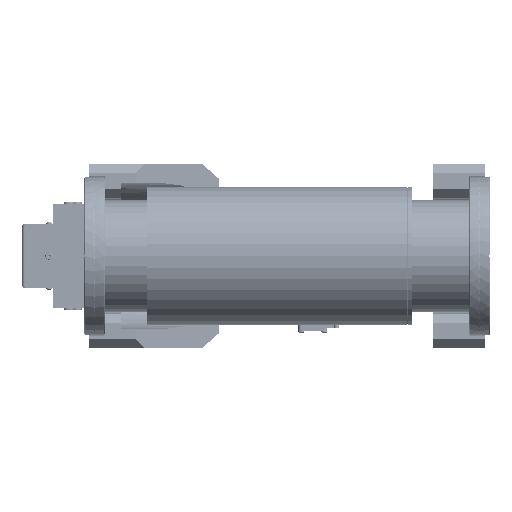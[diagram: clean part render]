
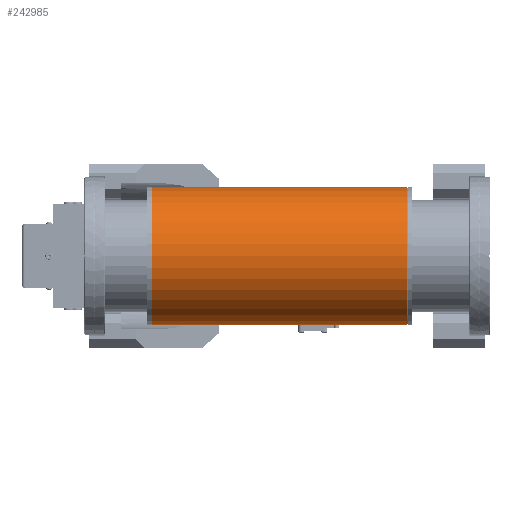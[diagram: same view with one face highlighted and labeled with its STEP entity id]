
A CAD part, left-side view. The second image highlights one B-rep face of the part: STEP entity #242985.
In plain terms, the highlighted cylindrical face has radius 66 mm (diameter 132 mm), a partial arc.
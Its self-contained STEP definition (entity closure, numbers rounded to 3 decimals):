
#5213 = CARTESIAN_POINT ( 'NONE',  ( 0., 75.1, 0. ) ) ;
#6725 = VERTEX_POINT ( 'NONE', #98310 ) ;
#9998 = CARTESIAN_POINT ( 'NONE',  ( 0., 75.1, 66. ) ) ;
#15910 = CARTESIAN_POINT ( 'NONE',  ( 0., 75.1, 66. ) ) ;
#27902 = DIRECTION ( 'NONE',  ( 0., 0., 1. ) ) ;
#31168 = VERTEX_POINT ( 'NONE', #9998 ) ;
#41361 = EDGE_LOOP ( 'NONE', ( #131058, #187897, #44953, #206080 ) ) ;
#42549 = LINE ( 'NONE', #15910, #162301 ) ;
#44953 = ORIENTED_EDGE ( 'NONE', *, *, #72064, .T. ) ;
#57772 = CARTESIAN_POINT ( 'NONE',  ( 0., 75.1, 0. ) ) ;
#57831 = AXIS2_PLACEMENT_3D ( 'NONE', #5213, #162739, #27902 ) ;
#61158 = DIRECTION ( 'NONE',  ( 0., 1., 0. ) ) ;
#72064 = EDGE_CURVE ( 'NONE', #31168, #6725, #42549, .T. ) ;
#92821 = CARTESIAN_POINT ( 'NONE',  ( 0., 320.1, -66. ) ) ;
#96325 = VERTEX_POINT ( 'NONE', #143981 ) ;
#98310 = CARTESIAN_POINT ( 'NONE',  ( 0., 320.1, 66. ) ) ;
#99025 = CARTESIAN_POINT ( 'NONE',  ( 0., 75.1, -66. ) ) ;
#125361 = CARTESIAN_POINT ( 'NONE',  ( 0., 320.1, 0. ) ) ;
#125868 = DIRECTION ( 'NONE',  ( 0., 1., 0. ) ) ;
#131058 = ORIENTED_EDGE ( 'NONE', *, *, #283174, .F. ) ;
#143981 = CARTESIAN_POINT ( 'NONE',  ( 0., 75.1, -66. ) ) ;
#146105 = LINE ( 'NONE', #99025, #205769 ) ;
#147889 = DIRECTION ( 'NONE',  ( 0., 0., 1. ) ) ;
#160218 = EDGE_CURVE ( 'NONE', #6725, #163387, #258837, .T. ) ;
#162301 = VECTOR ( 'NONE', #61158, 1000. ) ;
#162739 = DIRECTION ( 'NONE',  ( 0., 1., 0. ) ) ;
#163387 = VERTEX_POINT ( 'NONE', #92821 ) ;
#171544 = FACE_OUTER_BOUND ( 'NONE', #41361, .T. ) ;
#187897 = ORIENTED_EDGE ( 'NONE', *, *, #237080, .T. ) ;
#203084 = CYLINDRICAL_SURFACE ( 'NONE', #270776, 66. ) ;
#205769 = VECTOR ( 'NONE', #257181, 1000. ) ;
#206080 = ORIENTED_EDGE ( 'NONE', *, *, #160218, .T. ) ;
#216076 = DIRECTION ( 'NONE',  ( 0., 0., 1. ) ) ;
#221598 = CIRCLE ( 'NONE', #57831, 66. ) ;
#233913 = AXIS2_PLACEMENT_3D ( 'NONE', #125361, #282516, #147889 ) ;
#237080 = EDGE_CURVE ( 'NONE', #96325, #31168, #221598, .T. ) ;
#242985 = ADVANCED_FACE ( 'NONE', ( #171544 ), #203084, .T. ) ;
#257181 = DIRECTION ( 'NONE',  ( 0., 1., 0. ) ) ;
#258837 = CIRCLE ( 'NONE', #233913, 66. ) ;
#270776 = AXIS2_PLACEMENT_3D ( 'NONE', #57772, #125868, #216076 ) ;
#282516 = DIRECTION ( 'NONE',  ( 0., -1., 0. ) ) ;
#283174 = EDGE_CURVE ( 'NONE', #96325, #163387, #146105, .T. ) ;
